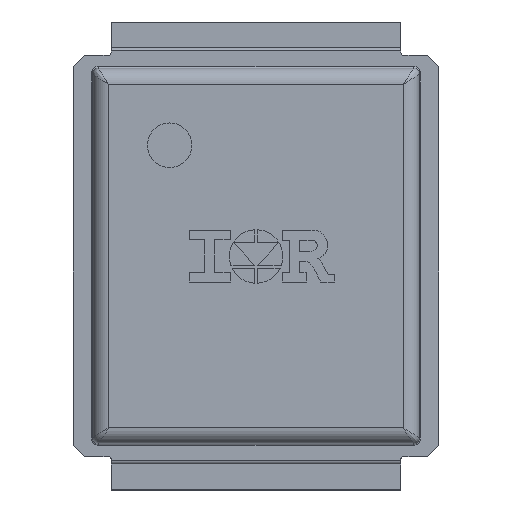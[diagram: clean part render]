
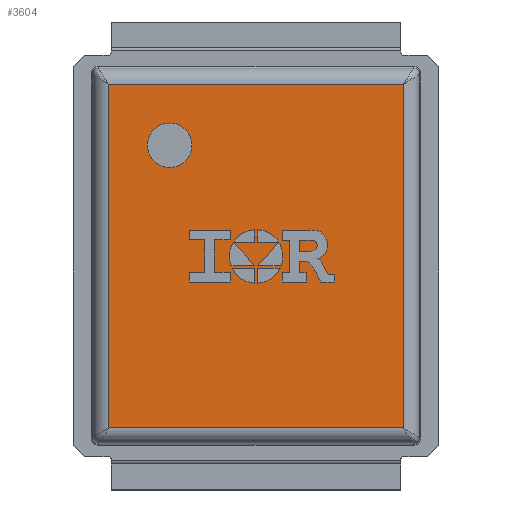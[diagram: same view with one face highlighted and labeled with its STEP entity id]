
A CAD part, top view. The second image highlights one B-rep face of the part: STEP entity #3604.
In plain terms, the highlighted planar face has unit normal (0, 0, 1).
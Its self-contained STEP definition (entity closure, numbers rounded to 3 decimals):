
#36=FACE_BOUND('',#655,.T.);
#61=CIRCLE('',#3838,0.3);
#430=FACE_OUTER_BOUND('',#654,.T.);
#654=EDGE_LOOP('',(#2780,#2781,#2782,#2783));
#655=EDGE_LOOP('',(#2784));
#948=LINE('',#6169,#1293);
#949=LINE('',#6171,#1294);
#950=LINE('',#6173,#1295);
#951=LINE('',#6174,#1296);
#1293=VECTOR('',#4577,1000.);
#1294=VECTOR('',#4578,1000.);
#1295=VECTOR('',#4579,1000.);
#1296=VECTOR('',#4580,1000.);
#1562=VERTEX_POINT('',#5922);
#1652=VERTEX_POINT('',#6167);
#1653=VERTEX_POINT('',#6168);
#1654=VERTEX_POINT('',#6170);
#1655=VERTEX_POINT('',#6172);
#1948=EDGE_CURVE('',#1562,#1562,#61,.T.);
#2070=EDGE_CURVE('',#1652,#1653,#948,.T.);
#2071=EDGE_CURVE('',#1653,#1654,#949,.T.);
#2072=EDGE_CURVE('',#1654,#1655,#950,.T.);
#2073=EDGE_CURVE('',#1655,#1652,#951,.T.);
#2780=ORIENTED_EDGE('',*,*,#2070,.T.);
#2781=ORIENTED_EDGE('',*,*,#2071,.T.);
#2782=ORIENTED_EDGE('',*,*,#2072,.T.);
#2783=ORIENTED_EDGE('',*,*,#2073,.T.);
#2784=ORIENTED_EDGE('',*,*,#1948,.T.);
#3439=PLANE('',#3900);
#3604=ADVANCED_FACE('',(#430,#36),#3439,.T.);
#3838=AXIS2_PLACEMENT_3D('',#5923,#4359,#4360);
#3900=AXIS2_PLACEMENT_3D('',#6166,#4575,#4576);
#4359=DIRECTION('center_axis',(0.,0.,-1.));
#4360=DIRECTION('ref_axis',(-1.,0.,0.));
#4575=DIRECTION('center_axis',(0.,0.,1.));
#4576=DIRECTION('ref_axis',(0.,-1.,0.));
#4577=DIRECTION('',(1.,0.,0.));
#4578=DIRECTION('',(0.,1.,0.));
#4579=DIRECTION('',(-1.,0.,0.));
#4580=DIRECTION('',(0.,-1.,0.));
#5922=CARTESIAN_POINT('',(-0.863,1.49,0.7));
#5923=CARTESIAN_POINT('Origin',(-1.163,1.49,0.7));
#6166=CARTESIAN_POINT('Origin',(-2.12,2.45,0.7));
#6167=CARTESIAN_POINT('',(-1.98,-2.31,0.7));
#6168=CARTESIAN_POINT('',(1.98,-2.31,0.7));
#6169=CARTESIAN_POINT('',(2.12,-2.31,0.7));
#6170=CARTESIAN_POINT('',(1.98,2.31,0.7));
#6171=CARTESIAN_POINT('',(1.98,2.45,0.7));
#6172=CARTESIAN_POINT('',(-1.98,2.31,0.7));
#6173=CARTESIAN_POINT('',(-2.12,2.31,0.7));
#6174=CARTESIAN_POINT('',(-1.98,-2.45,0.7));
